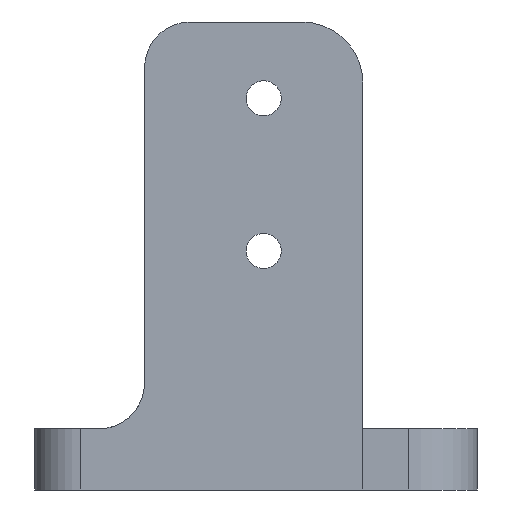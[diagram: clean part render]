
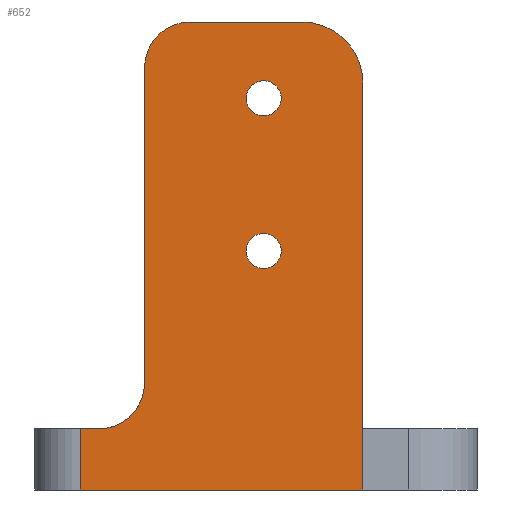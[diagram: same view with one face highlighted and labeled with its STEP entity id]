
A CAD part, left-side view. The second image highlights one B-rep face of the part: STEP entity #652.
In plain terms, the highlighted planar face has unit normal (-1, 0, 0).
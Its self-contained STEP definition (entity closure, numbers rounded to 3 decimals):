
#3 = CARTESIAN_POINT ( 'NONE',  ( -15.5, 7.3, 27.657 ) ) ;
#4 = CARTESIAN_POINT ( 'NONE',  ( -15.5, -0.5, 14.507 ) ) ;
#7 = ORIENTED_EDGE ( 'NONE', *, *, #73, .F. ) ;
#21 = CARTESIAN_POINT ( 'NONE',  ( -15.5, 4.3, 27.657 ) ) ;
#31 = AXIS2_PLACEMENT_3D ( 'NONE', #254, #397, #878 ) ;
#44 = CIRCLE ( 'NONE', #47, 1.15 ) ;
#47 = AXIS2_PLACEMENT_3D ( 'NONE', #762, #273, #690 ) ;
#57 = LINE ( 'NONE', #147, #404 ) ;
#64 = CARTESIAN_POINT ( 'NONE',  ( -15.5, -3., 26.657 ) ) ;
#69 = FACE_OUTER_BOUND ( 'NONE', #336, .T. ) ;
#73 = EDGE_CURVE ( 'NONE', #846, #549, #44, .T. ) ;
#104 = AXIS2_PLACEMENT_3D ( 'NONE', #21, #520, #106 ) ;
#106 = DIRECTION ( 'NONE',  ( 0., 0., -1. ) ) ;
#122 = CARTESIAN_POINT ( 'NONE',  ( -15.5, 7., 30.657 ) ) ;
#130 = VERTEX_POINT ( 'NONE', #426 ) ;
#131 = EDGE_CURVE ( 'NONE', #560, #357, #185, .T. ) ;
#135 = ORIENTED_EDGE ( 'NONE', *, *, #861, .F. ) ;
#137 = DIRECTION ( 'NONE',  ( 0., 0., -1. ) ) ;
#147 = CARTESIAN_POINT ( 'NONE',  ( -15.5, 11.5, 0. ) ) ;
#155 = ORIENTED_EDGE ( 'NONE', *, *, #131, .F. ) ;
#177 = VERTEX_POINT ( 'NONE', #281 ) ;
#185 = CIRCLE ( 'NONE', #853, 1.15 ) ;
#214 = DIRECTION ( 'NONE',  ( 0., 0., -1. ) ) ;
#242 = CARTESIAN_POINT ( 'NONE',  ( -15.5, -3., 30.657 ) ) ;
#251 = DIRECTION ( 'NONE',  ( 0., -1., 0. ) ) ;
#254 = CARTESIAN_POINT ( 'NONE',  ( -15.5, 7., 11. ) ) ;
#258 = VERTEX_POINT ( 'NONE', #659 ) ;
#259 = VERTEX_POINT ( 'NONE', #242 ) ;
#261 = CIRCLE ( 'NONE', #104, 3. ) ;
#263 = ORIENTED_EDGE ( 'NONE', *, *, #578, .F. ) ;
#267 = DIRECTION ( 'NONE',  ( 0., 0., 1. ) ) ;
#269 = AXIS2_PLACEMENT_3D ( 'NONE', #744, #325, #811 ) ;
#273 = DIRECTION ( 'NONE',  ( -1., 0., 0. ) ) ;
#281 = CARTESIAN_POINT ( 'NONE',  ( -15.5, 10.3, 4. ) ) ;
#282 = DIRECTION ( 'NONE',  ( 0., 0., 1. ) ) ;
#284 = LINE ( 'NONE', #716, #635 ) ;
#290 = AXIS2_PLACEMENT_3D ( 'NONE', #777, #355, #843 ) ;
#294 = VERTEX_POINT ( 'NONE', #407 ) ;
#295 = VECTOR ( 'NONE', #607, 1000. ) ;
#308 = VERTEX_POINT ( 'NONE', #682 ) ;
#310 = CARTESIAN_POINT ( 'NONE',  ( -15.5, -0.5, 15.657 ) ) ;
#312 = LINE ( 'NONE', #320, #295 ) ;
#320 = CARTESIAN_POINT ( 'NONE',  ( -15.5, 7., 4. ) ) ;
#321 = PLANE ( 'NONE',  #31 ) ;
#325 = DIRECTION ( 'NONE',  ( 1., 0., 0. ) ) ;
#336 = EDGE_LOOP ( 'NONE', ( #263, #639, #135, #763, #540, #776, #638, #378, #588 ) ) ;
#339 = EDGE_LOOP ( 'NONE', ( #739, #7 ) ) ;
#346 = CARTESIAN_POINT ( 'NONE',  ( -15.5, 7.3, 11. ) ) ;
#351 = DIRECTION ( 'NONE',  ( -1., 0., 0. ) ) ;
#355 = DIRECTION ( 'NONE',  ( -1., 0., 0. ) ) ;
#357 = VERTEX_POINT ( 'NONE', #675 ) ;
#364 = CIRCLE ( 'NONE', #481, 4. ) ;
#369 = CARTESIAN_POINT ( 'NONE',  ( -15.5, -7., 26.657 ) ) ;
#375 = CARTESIAN_POINT ( 'NONE',  ( -15.5, 11.5, 4. ) ) ;
#378 = ORIENTED_EDGE ( 'NONE', *, *, #427, .F. ) ;
#381 = DIRECTION ( 'NONE',  ( 0., 0., 1. ) ) ;
#397 = DIRECTION ( 'NONE',  ( 1., 0., 0. ) ) ;
#404 = VECTOR ( 'NONE', #214, 1000. ) ;
#407 = CARTESIAN_POINT ( 'NONE',  ( -15.5, 11.5, 0. ) ) ;
#423 = DIRECTION ( 'NONE',  ( 0., 1., 0. ) ) ;
#426 = CARTESIAN_POINT ( 'NONE',  ( -15.5, 7.3, 7. ) ) ;
#427 = EDGE_CURVE ( 'NONE', #130, #806, #792, .T. ) ;
#433 = EDGE_CURVE ( 'NONE', #525, #294, #57, .T. ) ;
#434 = EDGE_LOOP ( 'NONE', ( #628, #155 ) ) ;
#437 = CIRCLE ( 'NONE', #269, 3. ) ;
#461 = VECTOR ( 'NONE', #251, 1000. ) ;
#481 = AXIS2_PLACEMENT_3D ( 'NONE', #64, #555, #137 ) ;
#518 = EDGE_CURVE ( 'NONE', #549, #846, #706, .T. ) ;
#520 = DIRECTION ( 'NONE',  ( -1., 0., 0. ) ) ;
#525 = VERTEX_POINT ( 'NONE', #375 ) ;
#540 = ORIENTED_EDGE ( 'NONE', *, *, #751, .T. ) ;
#549 = VERTEX_POINT ( 'NONE', #728 ) ;
#555 = DIRECTION ( 'NONE',  ( -1., 0., 0. ) ) ;
#557 = AXIS2_PLACEMENT_3D ( 'NONE', #310, #798, #381 ) ;
#560 = VERTEX_POINT ( 'NONE', #668 ) ;
#578 = EDGE_CURVE ( 'NONE', #525, #177, #312, .T. ) ;
#588 = ORIENTED_EDGE ( 'NONE', *, *, #650, .T. ) ;
#604 = FACE_BOUND ( 'NONE', #339, .T. ) ;
#607 = DIRECTION ( 'NONE',  ( 0., -1., 0. ) ) ;
#618 = EDGE_CURVE ( 'NONE', #258, #259, #641, .T. ) ;
#622 = CARTESIAN_POINT ( 'NONE',  ( -15.5, -7., 11. ) ) ;
#628 = ORIENTED_EDGE ( 'NONE', *, *, #840, .F. ) ;
#635 = VECTOR ( 'NONE', #423, 1000. ) ;
#638 = ORIENTED_EDGE ( 'NONE', *, *, #890, .T. ) ;
#639 = ORIENTED_EDGE ( 'NONE', *, *, #433, .T. ) ;
#641 = LINE ( 'NONE', #122, #461 ) ;
#650 = EDGE_CURVE ( 'NONE', #130, #177, #437, .T. ) ;
#652 = ADVANCED_FACE ( 'NONE', ( #802, #604, #69 ), #321, .F. ) ;
#659 = CARTESIAN_POINT ( 'NONE',  ( -15.5, 4.3, 30.657 ) ) ;
#668 = CARTESIAN_POINT ( 'NONE',  ( -15.5, -0.5, 24.507 ) ) ;
#675 = CARTESIAN_POINT ( 'NONE',  ( -15.5, -0.5, 26.807 ) ) ;
#677 = CIRCLE ( 'NONE', #290, 1.15 ) ;
#682 = CARTESIAN_POINT ( 'NONE',  ( -15.5, -7., 0. ) ) ;
#690 = DIRECTION ( 'NONE',  ( 0., 0., 1. ) ) ;
#706 = CIRCLE ( 'NONE', #557, 1.15 ) ;
#714 = LINE ( 'NONE', #622, #879 ) ;
#716 = CARTESIAN_POINT ( 'NONE',  ( -15.5, -23.549, 0. ) ) ;
#728 = CARTESIAN_POINT ( 'NONE',  ( -15.5, -0.5, 16.807 ) ) ;
#739 = ORIENTED_EDGE ( 'NONE', *, *, #518, .F. ) ;
#744 = CARTESIAN_POINT ( 'NONE',  ( -15.5, 10.3, 7. ) ) ;
#751 = EDGE_CURVE ( 'NONE', #906, #259, #364, .T. ) ;
#752 = EDGE_CURVE ( 'NONE', #308, #906, #714, .T. ) ;
#762 = CARTESIAN_POINT ( 'NONE',  ( -15.5, -0.5, 15.657 ) ) ;
#763 = ORIENTED_EDGE ( 'NONE', *, *, #752, .T. ) ;
#771 = DIRECTION ( 'NONE',  ( 0., 0., 1. ) ) ;
#775 = VECTOR ( 'NONE', #282, 1000. ) ;
#776 = ORIENTED_EDGE ( 'NONE', *, *, #618, .F. ) ;
#777 = CARTESIAN_POINT ( 'NONE',  ( -15.5, -0.5, 25.657 ) ) ;
#792 = LINE ( 'NONE', #346, #775 ) ;
#798 = DIRECTION ( 'NONE',  ( -1., 0., 0. ) ) ;
#802 = FACE_BOUND ( 'NONE', #434, .T. ) ;
#806 = VERTEX_POINT ( 'NONE', #3 ) ;
#811 = DIRECTION ( 'NONE',  ( 0., 0., -1. ) ) ;
#840 = EDGE_CURVE ( 'NONE', #357, #560, #677, .T. ) ;
#841 = CARTESIAN_POINT ( 'NONE',  ( -15.5, -0.5, 25.657 ) ) ;
#843 = DIRECTION ( 'NONE',  ( 0., 0., 1. ) ) ;
#846 = VERTEX_POINT ( 'NONE', #4 ) ;
#853 = AXIS2_PLACEMENT_3D ( 'NONE', #841, #351, #771 ) ;
#861 = EDGE_CURVE ( 'NONE', #308, #294, #284, .T. ) ;
#878 = DIRECTION ( 'NONE',  ( 0., 0., -1. ) ) ;
#879 = VECTOR ( 'NONE', #267, 1000. ) ;
#890 = EDGE_CURVE ( 'NONE', #258, #806, #261, .T. ) ;
#906 = VERTEX_POINT ( 'NONE', #369 ) ;
